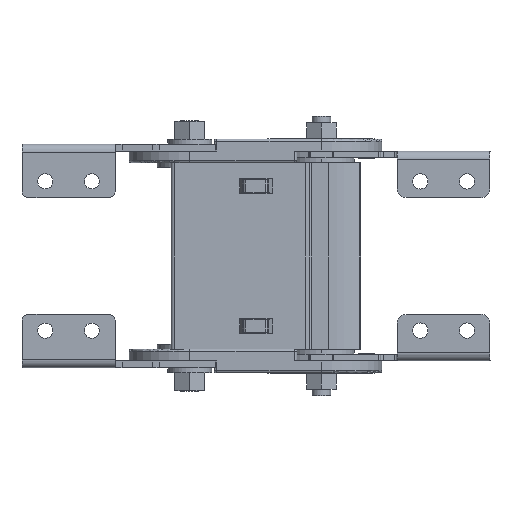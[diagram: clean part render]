
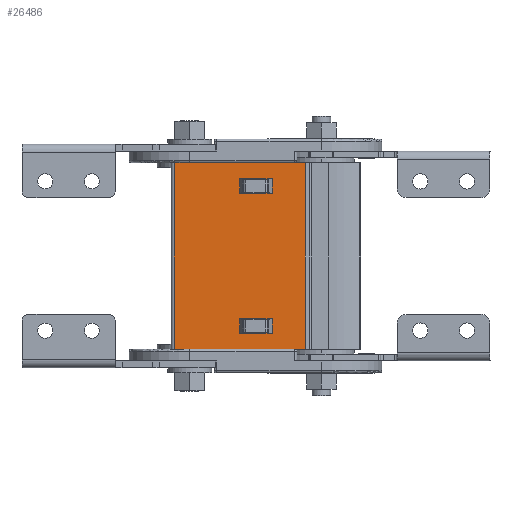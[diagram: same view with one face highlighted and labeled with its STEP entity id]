
A CAD part, front view. The second image highlights one B-rep face of the part: STEP entity #26486.
In plain terms, the highlighted planar face has unit normal (0, -1, 0).
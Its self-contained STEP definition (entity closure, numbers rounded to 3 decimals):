
#59 = VERTEX_POINT ( 'NONE', #1462 ) ;
#869 = FACE_BOUND ( 'NONE', #34718, .T. ) ;
#1283 = EDGE_CURVE ( 'NONE', #24245, #5457, #40775, .T. ) ;
#1462 = CARTESIAN_POINT ( 'NONE',  ( -12.613, 71.004, -72.166 ) ) ;
#1991 = ORIENTED_EDGE ( 'NONE', *, *, #33211, .F. ) ;
#2160 = LINE ( 'NONE', #25365, #48826 ) ;
#2633 = DIRECTION ( 'NONE',  ( 0., 0., -1. ) ) ;
#2680 = CARTESIAN_POINT ( 'NONE',  ( -26.833, 71.004, -5.216 ) ) ;
#3156 = VECTOR ( 'NONE', #45764, 1000. ) ;
#3261 = VECTOR ( 'NONE', #23113, 1000. ) ;
#4154 = EDGE_CURVE ( 'NONE', #38122, #41856, #34272, .T. ) ;
#4572 = VERTEX_POINT ( 'NONE', #33583 ) ;
#4757 = CARTESIAN_POINT ( 'NONE',  ( -40.833, 71.004, 1.084 ) ) ;
#4873 = DIRECTION ( 'NONE',  ( -1., 0., 0. ) ) ;
#5235 = EDGE_CURVE ( 'NONE', #59, #5457, #30568, .T. ) ;
#5457 = VERTEX_POINT ( 'NONE', #13052 ) ;
#6672 = VERTEX_POINT ( 'NONE', #32751 ) ;
#7786 = ORIENTED_EDGE ( 'NONE', *, *, #4154, .F. ) ;
#8465 = EDGE_CURVE ( 'NONE', #4572, #24245, #22466, .T. ) ;
#10874 = ORIENTED_EDGE ( 'NONE', *, *, #34950, .T. ) ;
#11942 = ORIENTED_EDGE ( 'NONE', *, *, #13631, .T. ) ;
#13052 = CARTESIAN_POINT ( 'NONE',  ( -68.813, 71.004, -72.166 ) ) ;
#13499 = DIRECTION ( 'NONE',  ( 0., 1., 0. ) ) ;
#13631 = EDGE_CURVE ( 'NONE', #44281, #24189, #38438, .T. ) ;
#13827 = VECTOR ( 'NONE', #19189, 1000. ) ;
#13984 = DIRECTION ( 'NONE',  ( -1., 0., 0. ) ) ;
#14587 = VECTOR ( 'NONE', #18333, 1000. ) ;
#17497 = LINE ( 'NONE', #34766, #13827 ) ;
#17976 = ORIENTED_EDGE ( 'NONE', *, *, #1283, .T. ) ;
#18333 = DIRECTION ( 'NONE',  ( 0., 0., 1. ) ) ;
#19189 = DIRECTION ( 'NONE',  ( 0., 0., -1. ) ) ;
#19312 = ORIENTED_EDGE ( 'NONE', *, *, #23227, .T. ) ;
#20905 = DIRECTION ( 'NONE',  ( 1., 0., 0. ) ) ;
#21319 = CARTESIAN_POINT ( 'NONE',  ( -43.833, 71.004, 7.834 ) ) ;
#22157 = AXIS2_PLACEMENT_3D ( 'NONE', #21319, #13499, #25207 ) ;
#22466 = LINE ( 'NONE', #31452, #35134 ) ;
#22666 = CARTESIAN_POINT ( 'NONE',  ( -68.813, 71.004, 89.453 ) ) ;
#23113 = DIRECTION ( 'NONE',  ( -1., 0., 0. ) ) ;
#23227 = EDGE_CURVE ( 'NONE', #24189, #39515, #17497, .T. ) ;
#23342 = FACE_BOUND ( 'NONE', #50107, .T. ) ;
#24189 = VERTEX_POINT ( 'NONE', #33963 ) ;
#24245 = VERTEX_POINT ( 'NONE', #31084 ) ;
#25207 = DIRECTION ( 'NONE',  ( 0., 0., -1. ) ) ;
#25339 = EDGE_CURVE ( 'NONE', #41856, #42807, #39809, .T. ) ;
#25365 = CARTESIAN_POINT ( 'NONE',  ( -40.833, 71.004, -5.216 ) ) ;
#25824 = VECTOR ( 'NONE', #2633, 1000. ) ;
#25875 = CARTESIAN_POINT ( 'NONE',  ( -40.833, 71.004, -59.116 ) ) ;
#25917 = CARTESIAN_POINT ( 'NONE',  ( -26.833, 71.004, -59.116 ) ) ;
#26218 = LINE ( 'NONE', #25917, #3156 ) ;
#26486 = ADVANCED_FACE ( 'NONE', ( #23342, #31811, #869 ), #48853, .F. ) ;
#26705 = EDGE_LOOP ( 'NONE', ( #17976, #38183, #42144, #44901 ) ) ;
#28339 = EDGE_CURVE ( 'NONE', #42807, #6672, #48915, .T. ) ;
#29099 = VECTOR ( 'NONE', #43393, 1000. ) ;
#30128 = EDGE_CURVE ( 'NONE', #39515, #48562, #2160, .T. ) ;
#30458 = VECTOR ( 'NONE', #42303, 1000. ) ;
#30568 = LINE ( 'NONE', #50176, #3261 ) ;
#31050 = CARTESIAN_POINT ( 'NONE',  ( -26.833, 71.004, -59.116 ) ) ;
#31084 = CARTESIAN_POINT ( 'NONE',  ( -68.813, 71.004, 7.834 ) ) ;
#31452 = CARTESIAN_POINT ( 'NONE',  ( -43.833, 71.004, 7.834 ) ) ;
#31811 = FACE_OUTER_BOUND ( 'NONE', #26705, .T. ) ;
#32751 = CARTESIAN_POINT ( 'NONE',  ( -26.833, 71.004, -65.416 ) ) ;
#33211 = EDGE_CURVE ( 'NONE', #6672, #38122, #26218, .T. ) ;
#33583 = CARTESIAN_POINT ( 'NONE',  ( -12.613, 71.004, 7.834 ) ) ;
#33735 = CARTESIAN_POINT ( 'NONE',  ( -40.833, 71.004, -5.216 ) ) ;
#33963 = CARTESIAN_POINT ( 'NONE',  ( -26.833, 71.004, 1.084 ) ) ;
#34272 = LINE ( 'NONE', #39043, #43995 ) ;
#34718 = EDGE_LOOP ( 'NONE', ( #7786, #1991, #46750, #40563 ) ) ;
#34766 = CARTESIAN_POINT ( 'NONE',  ( -26.833, 71.004, -5.216 ) ) ;
#34950 = EDGE_CURVE ( 'NONE', #48562, #44281, #40635, .T. ) ;
#35134 = VECTOR ( 'NONE', #4873, 1000. ) ;
#36947 = CARTESIAN_POINT ( 'NONE',  ( -40.833, 71.004, -65.416 ) ) ;
#38122 = VERTEX_POINT ( 'NONE', #31050 ) ;
#38183 = ORIENTED_EDGE ( 'NONE', *, *, #5235, .F. ) ;
#38198 = LINE ( 'NONE', #39490, #29099 ) ;
#38438 = LINE ( 'NONE', #40030, #47516 ) ;
#38647 = VECTOR ( 'NONE', #44404, 1000. ) ;
#39043 = CARTESIAN_POINT ( 'NONE',  ( -40.833, 71.004, -59.116 ) ) ;
#39490 = CARTESIAN_POINT ( 'NONE',  ( -12.613, 71.004, 89.453 ) ) ;
#39515 = VERTEX_POINT ( 'NONE', #2680 ) ;
#39809 = LINE ( 'NONE', #25875, #25824 ) ;
#39913 = EDGE_CURVE ( 'NONE', #4572, #59, #38198, .T. ) ;
#40030 = CARTESIAN_POINT ( 'NONE',  ( -40.833, 71.004, 1.084 ) ) ;
#40563 = ORIENTED_EDGE ( 'NONE', *, *, #25339, .F. ) ;
#40635 = LINE ( 'NONE', #33735, #14587 ) ;
#40775 = LINE ( 'NONE', #22666, #30458 ) ;
#41856 = VERTEX_POINT ( 'NONE', #50254 ) ;
#42144 = ORIENTED_EDGE ( 'NONE', *, *, #39913, .F. ) ;
#42298 = DIRECTION ( 'NONE',  ( -1., 0., 0. ) ) ;
#42303 = DIRECTION ( 'NONE',  ( 0., 0., -1. ) ) ;
#42807 = VERTEX_POINT ( 'NONE', #48947 ) ;
#43393 = DIRECTION ( 'NONE',  ( 0., 0., -1. ) ) ;
#43995 = VECTOR ( 'NONE', #42298, 1000. ) ;
#44021 = CARTESIAN_POINT ( 'NONE',  ( -40.833, 71.004, -5.216 ) ) ;
#44281 = VERTEX_POINT ( 'NONE', #4757 ) ;
#44404 = DIRECTION ( 'NONE',  ( 1., 0., 0. ) ) ;
#44901 = ORIENTED_EDGE ( 'NONE', *, *, #8465, .T. ) ;
#45764 = DIRECTION ( 'NONE',  ( 0., 0., 1. ) ) ;
#46750 = ORIENTED_EDGE ( 'NONE', *, *, #28339, .F. ) ;
#47122 = ORIENTED_EDGE ( 'NONE', *, *, #30128, .T. ) ;
#47516 = VECTOR ( 'NONE', #20905, 1000. ) ;
#48562 = VERTEX_POINT ( 'NONE', #44021 ) ;
#48826 = VECTOR ( 'NONE', #13984, 1000. ) ;
#48853 = PLANE ( 'NONE',  #22157 ) ;
#48915 = LINE ( 'NONE', #36947, #38647 ) ;
#48947 = CARTESIAN_POINT ( 'NONE',  ( -40.833, 71.004, -65.416 ) ) ;
#50107 = EDGE_LOOP ( 'NONE', ( #47122, #10874, #11942, #19312 ) ) ;
#50176 = CARTESIAN_POINT ( 'NONE',  ( -43.833, 71.004, -72.166 ) ) ;
#50254 = CARTESIAN_POINT ( 'NONE',  ( -40.833, 71.004, -59.116 ) ) ;
